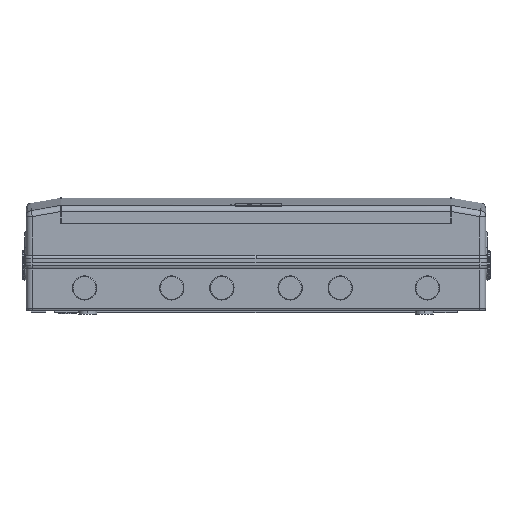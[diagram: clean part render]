
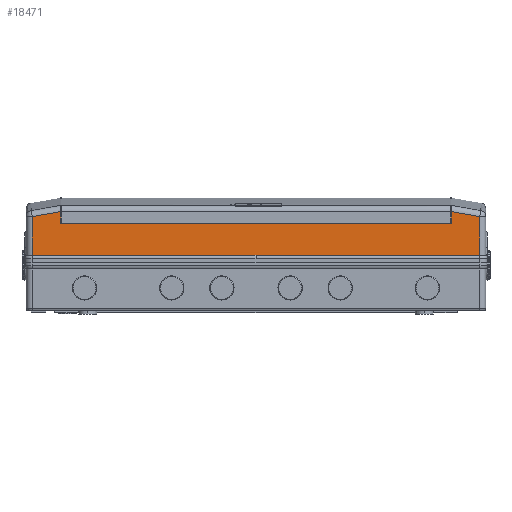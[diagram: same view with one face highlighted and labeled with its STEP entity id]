
A CAD part, left-side view. The second image highlights one B-rep face of the part: STEP entity #18471.
In plain terms, the highlighted planar face has unit normal (-1, 0, 0).
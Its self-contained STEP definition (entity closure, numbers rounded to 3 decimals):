
#105 = ORIENTED_EDGE ( 'NONE', *, *, #3595, .T. ) ;
#835 = CARTESIAN_POINT ( 'NONE',  ( -222., -295., 73. ) ) ;
#1742 = CARTESIAN_POINT ( 'NONE',  ( -222., 257.5, 115. ) ) ;
#3595 = EDGE_CURVE ( 'NONE', #25619, #52088, #51175, .T. ) ;
#4384 = CARTESIAN_POINT ( 'NONE',  ( -222., 295., 65. ) ) ;
#5003 = FACE_OUTER_BOUND ( 'NONE', #33585, .T. ) ;
#5372 = CARTESIAN_POINT ( 'NONE',  ( -222., -257.5, 65. ) ) ;
#9532 = CARTESIAN_POINT ( 'NONE',  ( -222., -295., 124.073 ) ) ;
#10974 = LINE ( 'NONE', #24014, #49087 ) ;
#11105 = LINE ( 'NONE', #4384, #14958 ) ;
#12111 = PLANE ( 'NONE',  #28973 ) ;
#12373 = CARTESIAN_POINT ( 'NONE',  ( -222., -257.5, 130.685 ) ) ;
#12641 = DIRECTION ( 'NONE',  ( 0., 1., 0. ) ) ;
#13179 = CARTESIAN_POINT ( 'NONE',  ( -222., -257.5, 115. ) ) ;
#14958 = VECTOR ( 'NONE', #30037, 1000. ) ;
#17389 = DIRECTION ( 'NONE',  ( 0., 0.985, 0.174 ) ) ;
#18071 = EDGE_CURVE ( 'NONE', #40183, #36405, #10974, .T. ) ;
#18471 = ADVANCED_FACE ( 'NONE', ( #5003 ), #12111, .T. ) ;
#18569 = CARTESIAN_POINT ( 'NONE',  ( -222., 295., 73. ) ) ;
#19252 = DIRECTION ( 'NONE',  ( 0., 0., 1. ) ) ;
#21164 = VECTOR ( 'NONE', #17389, 1000. ) ;
#21659 = EDGE_CURVE ( 'NONE', #40183, #78440, #45330, .T. ) ;
#24014 = CARTESIAN_POINT ( 'NONE',  ( -222., -257.5, 115. ) ) ;
#24504 = VECTOR ( 'NONE', #81862, 1000. ) ;
#24941 = LINE ( 'NONE', #75025, #21164 ) ;
#25527 = VERTEX_POINT ( 'NONE', #49570 ) ;
#25619 = VERTEX_POINT ( 'NONE', #67249 ) ;
#26379 = DIRECTION ( 'NONE',  ( 0., -1., 0. ) ) ;
#26410 = ORIENTED_EDGE ( 'NONE', *, *, #79056, .T. ) ;
#27286 = EDGE_CURVE ( 'NONE', #25527, #57824, #61525, .T. ) ;
#28973 = AXIS2_PLACEMENT_3D ( 'NONE', #81972, #37767, #63435 ) ;
#30037 = DIRECTION ( 'NONE',  ( 0., 0., 1. ) ) ;
#31221 = CARTESIAN_POINT ( 'NONE',  ( -222., 257.5, 65. ) ) ;
#31423 = ORIENTED_EDGE ( 'NONE', *, *, #21659, .F. ) ;
#31844 = CARTESIAN_POINT ( 'NONE',  ( -222., 295., 124.073 ) ) ;
#33585 = EDGE_LOOP ( 'NONE', ( #26410, #37184, #31423, #38598, #58727, #72923, #62304, #67934, #105 ) ) ;
#36300 = DIRECTION ( 'NONE',  ( 0., 0., -1. ) ) ;
#36405 = VERTEX_POINT ( 'NONE', #1742 ) ;
#36849 = LINE ( 'NONE', #62518, #24504 ) ;
#37184 = ORIENTED_EDGE ( 'NONE', *, *, #58075, .T. ) ;
#37767 = DIRECTION ( 'NONE',  ( -1., 0., 0. ) ) ;
#38598 = ORIENTED_EDGE ( 'NONE', *, *, #18071, .T. ) ;
#40097 = EDGE_CURVE ( 'NONE', #77698, #57824, #11105, .T. ) ;
#40158 = VECTOR ( 'NONE', #26379, 1000. ) ;
#40183 = VERTEX_POINT ( 'NONE', #13179 ) ;
#41134 = EDGE_CURVE ( 'NONE', #77698, #25619, #36849, .T. ) ;
#45017 = VECTOR ( 'NONE', #46915, 1000. ) ;
#45330 = LINE ( 'NONE', #5372, #63551 ) ;
#45916 = LINE ( 'NONE', #71580, #79434 ) ;
#46676 = VECTOR ( 'NONE', #36300, 1000. ) ;
#46915 = DIRECTION ( 'NONE',  ( 0., 0.985, -0.174 ) ) ;
#49087 = VECTOR ( 'NONE', #12641, 1000. ) ;
#49570 = CARTESIAN_POINT ( 'NONE',  ( -222., 257.5, 130.685 ) ) ;
#51175 = LINE ( 'NONE', #63832, #40158 ) ;
#52088 = VERTEX_POINT ( 'NONE', #835 ) ;
#57824 = VERTEX_POINT ( 'NONE', #31844 ) ;
#58069 = EDGE_CURVE ( 'NONE', #25527, #36405, #69939, .T. ) ;
#58075 = EDGE_CURVE ( 'NONE', #75489, #78440, #24941, .T. ) ;
#58727 = ORIENTED_EDGE ( 'NONE', *, *, #58069, .F. ) ;
#61525 = LINE ( 'NONE', #62353, #45017 ) ;
#62304 = ORIENTED_EDGE ( 'NONE', *, *, #40097, .F. ) ;
#62353 = CARTESIAN_POINT ( 'NONE',  ( -222., 305.102, 122.292 ) ) ;
#62518 = CARTESIAN_POINT ( 'NONE',  ( -222., 295., 73. ) ) ;
#63435 = DIRECTION ( 'NONE',  ( 0., 0., 1. ) ) ;
#63551 = VECTOR ( 'NONE', #19252, 1000. ) ;
#63832 = CARTESIAN_POINT ( 'NONE',  ( -222., 295., 73. ) ) ;
#65278 = DIRECTION ( 'NONE',  ( 0., 0., 1. ) ) ;
#67249 = CARTESIAN_POINT ( 'NONE',  ( -222., 0., 73. ) ) ;
#67934 = ORIENTED_EDGE ( 'NONE', *, *, #41134, .T. ) ;
#69939 = LINE ( 'NONE', #31221, #46676 ) ;
#71580 = CARTESIAN_POINT ( 'NONE',  ( -222., -295., 65. ) ) ;
#72923 = ORIENTED_EDGE ( 'NONE', *, *, #27286, .T. ) ;
#75025 = CARTESIAN_POINT ( 'NONE',  ( -222., 267.107, 223.188 ) ) ;
#75489 = VERTEX_POINT ( 'NONE', #9532 ) ;
#77698 = VERTEX_POINT ( 'NONE', #18569 ) ;
#78440 = VERTEX_POINT ( 'NONE', #12373 ) ;
#79056 = EDGE_CURVE ( 'NONE', #52088, #75489, #45916, .T. ) ;
#79434 = VECTOR ( 'NONE', #65278, 1000. ) ;
#81862 = DIRECTION ( 'NONE',  ( 0., -1., 0. ) ) ;
#81972 = CARTESIAN_POINT ( 'NONE',  ( -222., 295., 65. ) ) ;
